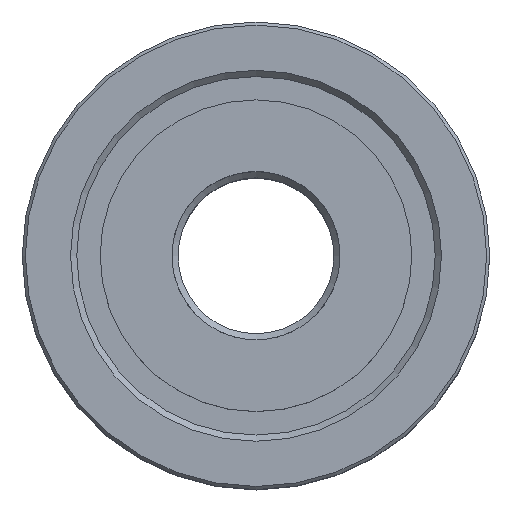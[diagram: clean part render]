
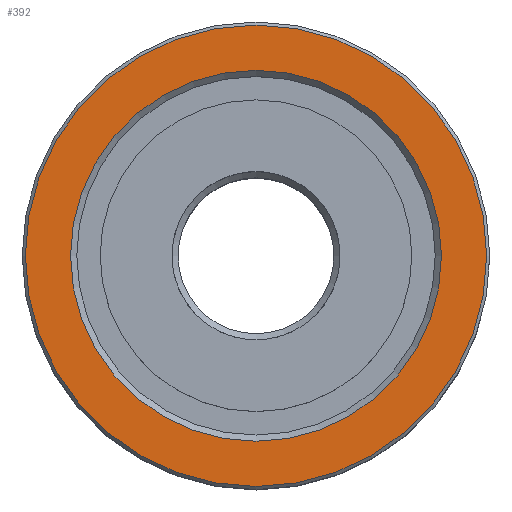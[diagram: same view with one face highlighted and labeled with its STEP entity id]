
A CAD part, top view. The second image highlights one B-rep face of the part: STEP entity #392.
In plain terms, the highlighted face is planar.
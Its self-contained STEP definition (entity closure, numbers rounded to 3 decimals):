
#100=FACE_BOUND('',#148,.T.);
#116=FACE_OUTER_BOUND('',#147,.T.);
#147=EDGE_LOOP('',(#312));
#148=EDGE_LOOP('',(#313));
#182=CIRCLE('',#460,7.4);
#183=CIRCLE('',#462,5.95);
#211=VERTEX_POINT('',#694);
#212=VERTEX_POINT('',#698);
#247=EDGE_CURVE('',#211,#211,#182,.T.);
#248=EDGE_CURVE('',#212,#212,#183,.T.);
#312=ORIENTED_EDGE('',*,*,#247,.F.);
#313=ORIENTED_EDGE('',*,*,#248,.F.);
#376=PLANE('',#461);
#392=ADVANCED_FACE('',(#116,#100),#376,.T.);
#460=AXIS2_PLACEMENT_3D('',#696,#558,#559);
#461=AXIS2_PLACEMENT_3D('',#697,#560,#561);
#462=AXIS2_PLACEMENT_3D('',#699,#562,#563);
#558=DIRECTION('center_axis',(0.,0.,
1.));
#559=DIRECTION('ref_axis',(1.,0.,0.));
#560=DIRECTION('center_axis',(0.,0.,
-1.));
#561=DIRECTION('ref_axis',(0.,1.,0.));
#562=DIRECTION('center_axis',(0.,0.,
-1.));
#563=DIRECTION('ref_axis',(1.,0.,0.));
#694=CARTESIAN_POINT('',(-7.4,0.,1.));
#696=CARTESIAN_POINT('Origin',(0.,0.,
1.));
#697=CARTESIAN_POINT('Origin',(0.,0.,
1.));
#698=CARTESIAN_POINT('',(-5.95,0.,1.));
#699=CARTESIAN_POINT('Origin',(0.,0.,
1.));
